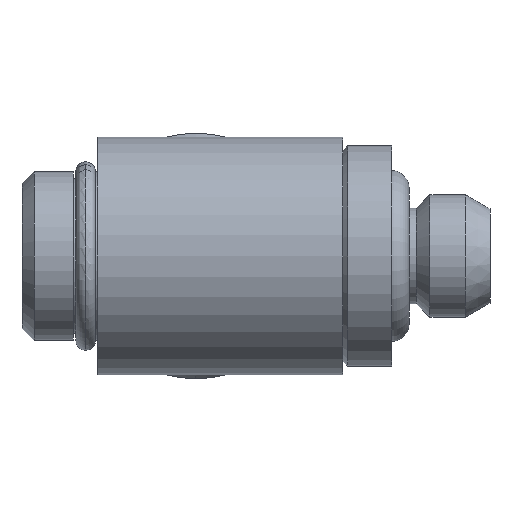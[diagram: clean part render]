
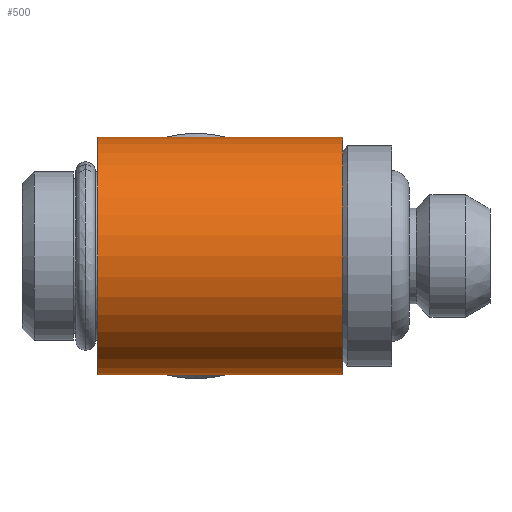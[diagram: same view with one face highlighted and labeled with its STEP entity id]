
A CAD part, left-side view. The second image highlights one B-rep face of the part: STEP entity #500.
In plain terms, the highlighted cylindrical face has radius 4.85 mm (diameter 9.7 mm), a partial arc.
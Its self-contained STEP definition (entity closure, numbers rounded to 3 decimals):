
#72 = AXIS2_PLACEMENT_3D ( 'NONE', #2621, #2622, #2623 ) ;
#111 = LINE ( 'NONE', #2431, #1687 ) ;
#140 = LINE ( 'NONE', #2480, #1718 ) ;
#231 = FACE_OUTER_BOUND ( 'NONE', #1514, .T. ) ;
#257 = CYLINDRICAL_SURFACE ( 'NONE', #72, 4.85 ) ;
#295 = LINE ( 'NONE', #1120, #738 ) ;
#329 = LINE ( 'NONE', #782, #745 ) ;
#362 = ORIENTED_EDGE ( 'NONE', *, *, #610, .T. ) ;
#364 = ORIENTED_EDGE ( 'NONE', *, *, #608, .F. ) ;
#365 = ORIENTED_EDGE ( 'NONE', *, *, #450, .F. ) ;
#366 = ORIENTED_EDGE ( 'NONE', *, *, #437, .F. ) ;
#369 = ORIENTED_EDGE ( 'NONE', *, *, #606, .F. ) ;
#371 = ORIENTED_EDGE ( 'NONE', *, *, #607, .T. ) ;
#437 = EDGE_CURVE ( 'NONE', #1557, #1438, #295, .T. ) ;
#450 = EDGE_CURVE ( 'NONE', #1438, #1555, #329, .T. ) ;
#500 = ADVANCED_FACE ( 'NONE', ( #231 ), #257, .T. ) ;
#606 = EDGE_CURVE ( 'NONE', #1555, #1397, #1727, .T. ) ;
#607 = EDGE_CURVE ( 'NONE', #1474, #1561, #111, .T. ) ;
#608 = EDGE_CURVE ( 'NONE', #1474, #1557, #1723, .T. ) ;
#610 = EDGE_CURVE ( 'NONE', #1561, #1397, #140, .T. ) ;
#738 = VECTOR ( 'NONE', #1117, 1000. ) ;
#745 = VECTOR ( 'NONE', #783, 1000. ) ;
#782 = CARTESIAN_POINT ( 'NONE',  ( 0., -8.024, 4.85 ) ) ;
#783 = DIRECTION ( 'NONE',  ( 0., -1., 0. ) ) ;
#945 = CARTESIAN_POINT ( 'NONE',  ( 0., -6., -4.85 ) ) ;
#970 = CARTESIAN_POINT ( 'NONE',  ( 0., 0., 4.85 ) ) ;
#999 = CARTESIAN_POINT ( 'NONE',  ( 0., 4., -4.85 ) ) ;
#1044 = CARTESIAN_POINT ( 'NONE',  ( 0., -6., 4.85 ) ) ;
#1045 = CARTESIAN_POINT ( 'NONE',  ( 0., 4., 4.85 ) ) ;
#1047 = CARTESIAN_POINT ( 'NONE',  ( 0., 0., -4.85 ) ) ;
#1117 = DIRECTION ( 'NONE',  ( 0., -1., 0. ) ) ;
#1120 = CARTESIAN_POINT ( 'NONE',  ( 0., -8.024, 4.85 ) ) ;
#1397 = VERTEX_POINT ( 'NONE', #945 ) ;
#1438 = VERTEX_POINT ( 'NONE', #970 ) ;
#1474 = VERTEX_POINT ( 'NONE', #999 ) ;
#1514 = EDGE_LOOP ( 'NONE', ( #366, #364, #371, #362, #369, #365 ) ) ;
#1555 = VERTEX_POINT ( 'NONE', #1044 ) ;
#1557 = VERTEX_POINT ( 'NONE', #1045 ) ;
#1561 = VERTEX_POINT ( 'NONE', #1047 ) ;
#1687 = VECTOR ( 'NONE', #2432, 1000. ) ;
#1718 = VECTOR ( 'NONE', #2481, 1000. ) ;
#1723 = CIRCLE ( 'NONE', #1748, 4.85 ) ;
#1727 = CIRCLE ( 'NONE', #1740, 4.85 ) ;
#1740 = AXIS2_PLACEMENT_3D ( 'NONE', #2428, #2429, #2430 ) ;
#1748 = AXIS2_PLACEMENT_3D ( 'NONE', #2433, #2434, #2435 ) ;
#2428 = CARTESIAN_POINT ( 'NONE',  ( 0., -6., 0. ) ) ;
#2429 = DIRECTION ( 'NONE',  ( 0., -1., 0. ) ) ;
#2430 = DIRECTION ( 'NONE',  ( 0., 0., -1. ) ) ;
#2431 = CARTESIAN_POINT ( 'NONE',  ( 0., -8.024, -4.85 ) ) ;
#2432 = DIRECTION ( 'NONE',  ( 0., -1., 0. ) ) ;
#2433 = CARTESIAN_POINT ( 'NONE',  ( 0., 4., 0. ) ) ;
#2434 = DIRECTION ( 'NONE',  ( 0., 1., 0. ) ) ;
#2435 = DIRECTION ( 'NONE',  ( 0., 0., 1. ) ) ;
#2480 = CARTESIAN_POINT ( 'NONE',  ( 0., -8.024, -4.85 ) ) ;
#2481 = DIRECTION ( 'NONE',  ( 0., -1., 0. ) ) ;
#2621 = CARTESIAN_POINT ( 'NONE',  ( 0., -8.024, 0. ) ) ;
#2622 = DIRECTION ( 'NONE',  ( 0., -1., 0. ) ) ;
#2623 = DIRECTION ( 'NONE',  ( 0., 0., -1. ) ) ;
